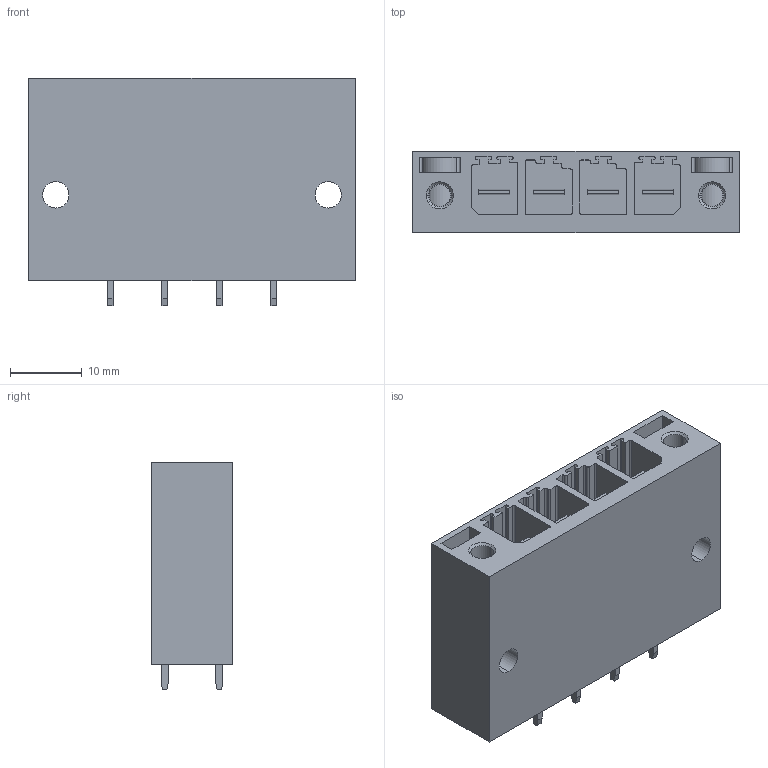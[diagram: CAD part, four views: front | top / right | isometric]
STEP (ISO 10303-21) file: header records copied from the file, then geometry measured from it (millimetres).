
FILE_DESCRIPTION(('CATIA V5 STEP Exchange','CAx-IF Rec.Pracs.--- Model Styling and Organization---1.2---2011-12-15'),'2;1');
FILE_NAME ('D1459422_0_1930840000_1930840000.stp','2018-11-29T03:10:13+00:00',('none'),('Weidmueller'),'CATIA Version 5-6 Release 2014','CATIA V5 STEP AP214','none');
FILE_SCHEMA(('AUTOMOTIVE_DESIGN { 1 0 10303 214 1 1 1 1 }'));
Length unit declared in the file: millimetre
Products named in the file (1): 1930840000
Bounding box: 45.72 x 11.4 x 31.8 mm (x, y, z)
Volume: 10244 mm3; surface area: 10210 mm2
Topology: 7 solids, 7 shells, 384 faces, 1086 edges, 720 vertices
Faces by surface type: plane 310, cylinder 70, cone 4
Entity records: 10197 total; most frequent: ORIENTED_EDGE 2172, CARTESIAN_POINT 1691, DIRECTION 1266, EDGE_CURVE 922, VECTOR 786, LINE 786, VERTEX_POINT 596, EDGE_LOOP 420
